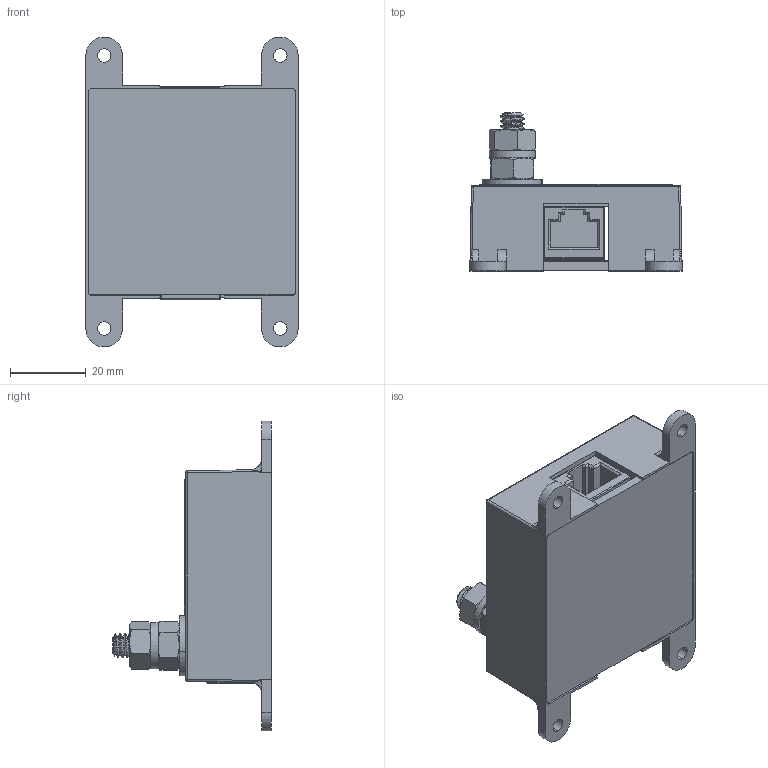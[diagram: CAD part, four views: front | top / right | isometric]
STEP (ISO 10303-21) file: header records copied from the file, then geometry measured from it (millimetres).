
FILE_DESCRIPTION (( 'STEP AP214' ), '1' );
FILE_NAME ('1101-1001-E.STEP', '2019-01-25T18:07:49', ( '' ), ( '' ), 'SwSTEP 2.0', 'SolidWorks 2018', '' );
FILE_SCHEMA (( 'AUTOMOTIVE_DESIGN' ));
Length unit declared in the file: inch
Products named in the file (28): 2103-028; 2103-025; 2500-355; 2200-537; 2021-305; 2001-049; 2103-257_2103-257; 1101-1001-E; 102-400-024_92941A542; 2003-2544; 2103-030; 2250-941; 2103-257; 2100-012; 102-400-024; 2103-030_Compressed
Assembly tree (19 placements, depth 3):
  2103-028
  2500-355
  2200-537
  1101-1001-E
    102-400-024
    2103-025
    2100-012
    2100-012
    2103-030
  2003-2544
Bounding box: 55.88 x 41.76 x 81.53 mm (x, y, z)
Volume: 36513.1 mm3; surface area: 39871.4 mm2
Topology: 17 solids, 17 shells, 3035 faces, 8073 edges, 5332 vertices
Faces by surface type: plane 1676, bspline 973, cylinder 324, cone 50, sphere 12
Entity records: 134283 total; most frequent: CARTESIAN_POINT 36466, ORIENTED_EDGE 15886, DIRECTION 10178, EDGE_CURVE 7943, VERTEX_POINT 5251, VECTOR 5244, LINE 5244, EDGE_LOOP 3360
